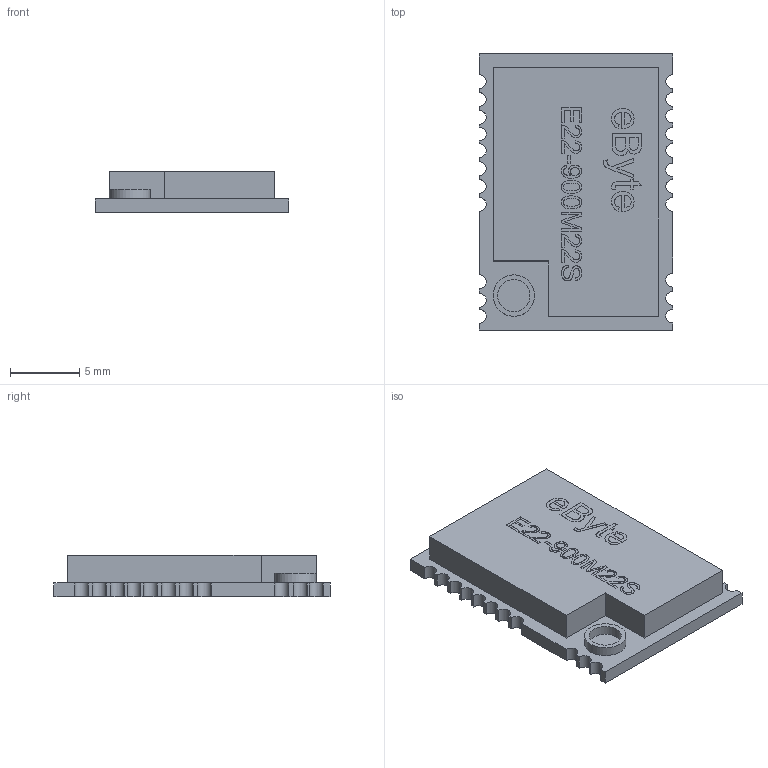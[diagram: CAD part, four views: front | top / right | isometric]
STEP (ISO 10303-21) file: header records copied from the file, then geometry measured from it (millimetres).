
FILE_DESCRIPTION(/* description */ (''),/* implementation_level */ '2;1');
FILE_NAME(/* name */ 'E22-900M22S v2.step',/* time_stamp */ '2019-09-28T15:24:05+08:00',/* author */ (''),/* organization */ (''),/* preprocessor_version */ 'ST-DEVELOPER v18',/* originating_system */ 'Autodesk Translation Framework v8.6.0.1094',/* authorisation */ '');
FILE_SCHEMA (('AUTOMOTIVE_DESIGN { 1 0 10303 214 3 1 1 }'));
Length unit declared in the file: millimetre
Products named in the file (1): E22-900M22S
Bounding box: 14 x 20 x 3 mm (x, y, z)
Volume: 673.2 mm3; surface area: 756.3 mm2
Topology: 1 solids, 1 shells, 419 faces, 1173 edges, 782 vertices
Faces by surface type: bspline 253, plane 142, cylinder 24
Full cylindrical faces by diameter (mm): 2.337 x1, 3 x1
Entity records: 15888 total; most frequent: CARTESIAN_POINT 6676, ORIENTED_EDGE 2346, EDGE_CURVE 1173, DIRECTION 1049, VERTEX_POINT 782, LINE 619, VECTOR 619, B_SPLINE_CURVE_WITH_KNOTS 506
